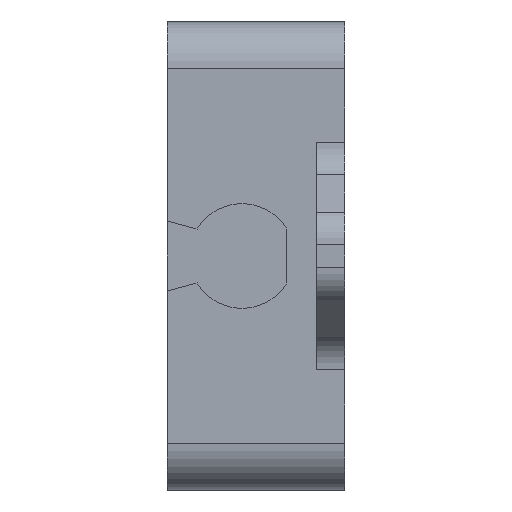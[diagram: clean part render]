
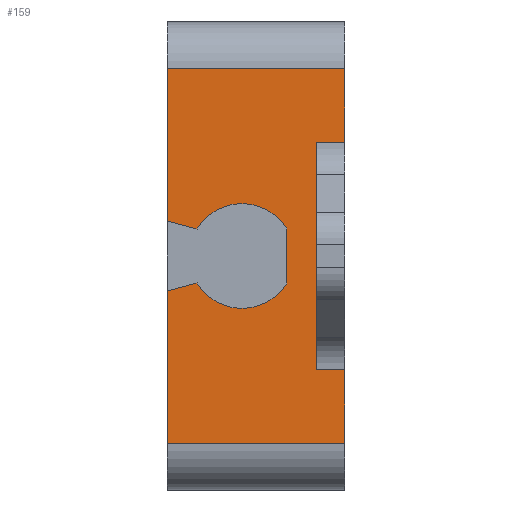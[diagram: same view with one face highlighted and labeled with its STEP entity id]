
A CAD part, left-side view. The second image highlights one B-rep face of the part: STEP entity #159.
In plain terms, the highlighted planar face has unit normal (-1, 0, 0).
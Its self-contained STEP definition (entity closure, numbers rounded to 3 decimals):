
#44 = CARTESIAN_POINT ( 'NONE',  ( -25., 0., 20. ) ) ;
#65 = CARTESIAN_POINT ( 'NONE',  ( -25., 3., 9.851 ) ) ;
#72 = VECTOR ( 'NONE', #1440, 1000. ) ;
#121 = ORIENTED_EDGE ( 'NONE', *, *, #2445, .T. ) ;
#148 = DIRECTION ( 'NONE',  ( 0., -0.966, 0.259 ) ) ;
#159 = ADVANCED_FACE ( 'NONE', ( #1208 ), #2060, .F. ) ;
#180 = ORIENTED_EDGE ( 'NONE', *, *, #362, .F. ) ;
#227 = DIRECTION ( 'NONE',  ( 0., 0., 1. ) ) ;
#228 = CARTESIAN_POINT ( 'NONE',  ( -25., 3., -12.16 ) ) ;
#246 = VECTOR ( 'NONE', #227, 1000. ) ;
#259 = VECTOR ( 'NONE', #2143, 1000. ) ;
#331 = LINE ( 'NONE', #2349, #72 ) ;
#347 = VERTEX_POINT ( 'NONE', #3012 ) ;
#362 = EDGE_CURVE ( 'NONE', #2171, #1731, #1793, .T. ) ;
#398 = LINE ( 'NONE', #903, #2618 ) ;
#403 = CARTESIAN_POINT ( 'NONE',  ( -25., 19., 20. ) ) ;
#433 = EDGE_CURVE ( 'NONE', #1705, #1667, #2049, .T. ) ;
#519 = ORIENTED_EDGE ( 'NONE', *, *, #433, .T. ) ;
#521 = EDGE_CURVE ( 'NONE', #2068, #1852, #549, .T. ) ;
#534 = DIRECTION ( 'NONE',  ( 0., 0., 1. ) ) ;
#547 = CARTESIAN_POINT ( 'NONE',  ( -25., 15.8, 2.884 ) ) ;
#549 = LINE ( 'NONE', #1520, #2513 ) ;
#568 = VERTEX_POINT ( 'NONE', #821 ) ;
#581 = ORIENTED_EDGE ( 'NONE', *, *, #2945, .F. ) ;
#587 = VERTEX_POINT ( 'NONE', #547 ) ;
#655 = CARTESIAN_POINT ( 'NONE',  ( -25., 0., -20. ) ) ;
#658 = DIRECTION ( 'NONE',  ( 0., 0., 1. ) ) ;
#659 = DIRECTION ( 'NONE',  ( 1., 0., 0. ) ) ;
#684 = ORIENTED_EDGE ( 'NONE', *, *, #2108, .T. ) ;
#700 = CIRCLE ( 'NONE', #1110, 5.6 ) ;
#708 = LINE ( 'NONE', #403, #3037 ) ;
#744 = AXIS2_PLACEMENT_3D ( 'NONE', #2266, #659, #2991 ) ;
#785 = DIRECTION ( 'NONE',  ( 0., 0., 1. ) ) ;
#814 = LINE ( 'NONE', #921, #1880 ) ;
#821 = CARTESIAN_POINT ( 'NONE',  ( -25., 19., 3.742 ) ) ;
#850 = DIRECTION ( 'NONE',  ( 0., -1., 0. ) ) ;
#859 = LINE ( 'NONE', #1446, #259 ) ;
#903 = CARTESIAN_POINT ( 'NONE',  ( -25., 19., -20. ) ) ;
#921 = CARTESIAN_POINT ( 'NONE',  ( -25., 0., -25. ) ) ;
#923 = ORIENTED_EDGE ( 'NONE', *, *, #1696, .F. ) ;
#934 = CARTESIAN_POINT ( 'NONE',  ( -25., 11., 5.6 ) ) ;
#1025 = EDGE_LOOP ( 'NONE', ( #121, #2652, #1193, #2316, #2251, #1671, #1869, #923, #180, #2907, #2394, #581, #684, #1034, #519 ) ) ;
#1034 = ORIENTED_EDGE ( 'NONE', *, *, #2816, .T. ) ;
#1110 = AXIS2_PLACEMENT_3D ( 'NONE', #1292, #2666, #1280 ) ;
#1193 = ORIENTED_EDGE ( 'NONE', *, *, #2047, .T. ) ;
#1208 = FACE_OUTER_BOUND ( 'NONE', #1025, .T. ) ;
#1280 = DIRECTION ( 'NONE',  ( 0., 0., 1. ) ) ;
#1283 = VECTOR ( 'NONE', #1979, 1000. ) ;
#1292 = CARTESIAN_POINT ( 'NONE',  ( -25., 11., 0. ) ) ;
#1300 = DIRECTION ( 'NONE',  ( -1., 0., 0. ) ) ;
#1314 = CARTESIAN_POINT ( 'NONE',  ( -25., 0., -25. ) ) ;
#1329 = AXIS2_PLACEMENT_3D ( 'NONE', #2687, #1300, #2188 ) ;
#1399 = CARTESIAN_POINT ( 'NONE',  ( -25., 11., 0. ) ) ;
#1437 = CARTESIAN_POINT ( 'NONE',  ( -25., 19., -3.742 ) ) ;
#1440 = DIRECTION ( 'NONE',  ( 0., 0.966, 0.259 ) ) ;
#1446 = CARTESIAN_POINT ( 'NONE',  ( -25., 19., -25. ) ) ;
#1513 = AXIS2_PLACEMENT_3D ( 'NONE', #1399, #1634, #2331 ) ;
#1520 = CARTESIAN_POINT ( 'NONE',  ( -25., 19., 12.16 ) ) ;
#1522 = CARTESIAN_POINT ( 'NONE',  ( -25., 0., 12.16 ) ) ;
#1570 = LINE ( 'NONE', #1314, #2655 ) ;
#1616 = CARTESIAN_POINT ( 'NONE',  ( -25., 0., -12.16 ) ) ;
#1634 = DIRECTION ( 'NONE',  ( -1., 0., 0. ) ) ;
#1664 = VERTEX_POINT ( 'NONE', #1437 ) ;
#1667 = VERTEX_POINT ( 'NONE', #228 ) ;
#1671 = ORIENTED_EDGE ( 'NONE', *, *, #2965, .F. ) ;
#1681 = CIRCLE ( 'NONE', #1513, 5.6 ) ;
#1689 = LINE ( 'NONE', #65, #1840 ) ;
#1696 = EDGE_CURVE ( 'NONE', #1731, #2070, #1681, .T. ) ;
#1705 = VERTEX_POINT ( 'NONE', #1616 ) ;
#1731 = VERTEX_POINT ( 'NONE', #1769 ) ;
#1735 = CARTESIAN_POINT ( 'NONE',  ( -25., 19., -20. ) ) ;
#1737 = EDGE_CURVE ( 'NONE', #1664, #347, #2186, .T. ) ;
#1769 = CARTESIAN_POINT ( 'NONE',  ( -25., 6.2, 2.884 ) ) ;
#1793 = LINE ( 'NONE', #2778, #246 ) ;
#1840 = VECTOR ( 'NONE', #785, 1000. ) ;
#1842 = EDGE_CURVE ( 'NONE', #347, #2171, #700, .T. ) ;
#1852 = VERTEX_POINT ( 'NONE', #1522 ) ;
#1869 = ORIENTED_EDGE ( 'NONE', *, *, #1912, .F. ) ;
#1871 = CARTESIAN_POINT ( 'NONE',  ( -25., 6.2, -2.884 ) ) ;
#1880 = VECTOR ( 'NONE', #2799, 1000. ) ;
#1912 = EDGE_CURVE ( 'NONE', #2070, #587, #2694, .T. ) ;
#1923 = VERTEX_POINT ( 'NONE', #1735 ) ;
#1979 = DIRECTION ( 'NONE',  ( 0., 1., 0. ) ) ;
#2002 = CARTESIAN_POINT ( 'NONE',  ( -25., 15.8, -2.884 ) ) ;
#2039 = DIRECTION ( 'NONE',  ( 0., 1., 0. ) ) ;
#2047 = EDGE_CURVE ( 'NONE', #1852, #2422, #1570, .T. ) ;
#2049 = LINE ( 'NONE', #2596, #1283 ) ;
#2060 = PLANE ( 'NONE',  #744 ) ;
#2068 = VERTEX_POINT ( 'NONE', #2079 ) ;
#2070 = VERTEX_POINT ( 'NONE', #934 ) ;
#2079 = CARTESIAN_POINT ( 'NONE',  ( -25., 3., 12.16 ) ) ;
#2108 = EDGE_CURVE ( 'NONE', #1923, #2615, #398, .T. ) ;
#2143 = DIRECTION ( 'NONE',  ( 0., 0., 1. ) ) ;
#2171 = VERTEX_POINT ( 'NONE', #1871 ) ;
#2186 = LINE ( 'NONE', #2002, #2478 ) ;
#2188 = DIRECTION ( 'NONE',  ( 0., 0., 1. ) ) ;
#2251 = ORIENTED_EDGE ( 'NONE', *, *, #2988, .F. ) ;
#2266 = CARTESIAN_POINT ( 'NONE',  ( -25., 19., -25. ) ) ;
#2316 = ORIENTED_EDGE ( 'NONE', *, *, #2704, .T. ) ;
#2331 = DIRECTION ( 'NONE',  ( 0., 0., 1. ) ) ;
#2349 = CARTESIAN_POINT ( 'NONE',  ( -25., 15.8, 2.884 ) ) ;
#2386 = CARTESIAN_POINT ( 'NONE',  ( -25., 19., 20. ) ) ;
#2394 = ORIENTED_EDGE ( 'NONE', *, *, #1737, .F. ) ;
#2422 = VERTEX_POINT ( 'NONE', #44 ) ;
#2445 = EDGE_CURVE ( 'NONE', #1667, #2068, #1689, .T. ) ;
#2478 = VECTOR ( 'NONE', #148, 1000. ) ;
#2513 = VECTOR ( 'NONE', #850, 1000. ) ;
#2587 = LINE ( 'NONE', #2651, #2633 ) ;
#2596 = CARTESIAN_POINT ( 'NONE',  ( -25., 19., -12.16 ) ) ;
#2615 = VERTEX_POINT ( 'NONE', #655 ) ;
#2618 = VECTOR ( 'NONE', #2770, 1000. ) ;
#2633 = VECTOR ( 'NONE', #534, 1000. ) ;
#2651 = CARTESIAN_POINT ( 'NONE',  ( -25., 19., -25. ) ) ;
#2652 = ORIENTED_EDGE ( 'NONE', *, *, #521, .T. ) ;
#2655 = VECTOR ( 'NONE', #658, 1000. ) ;
#2666 = DIRECTION ( 'NONE',  ( -1., 0., 0. ) ) ;
#2687 = CARTESIAN_POINT ( 'NONE',  ( -25., 11., 0. ) ) ;
#2694 = CIRCLE ( 'NONE', #1329, 5.6 ) ;
#2704 = EDGE_CURVE ( 'NONE', #2422, #2943, #708, .T. ) ;
#2770 = DIRECTION ( 'NONE',  ( 0., -1., 0. ) ) ;
#2778 = CARTESIAN_POINT ( 'NONE',  ( -25., 6.2, -2.884 ) ) ;
#2799 = DIRECTION ( 'NONE',  ( 0., 0., 1. ) ) ;
#2816 = EDGE_CURVE ( 'NONE', #2615, #1705, #814, .T. ) ;
#2907 = ORIENTED_EDGE ( 'NONE', *, *, #1842, .F. ) ;
#2943 = VERTEX_POINT ( 'NONE', #2386 ) ;
#2945 = EDGE_CURVE ( 'NONE', #1923, #1664, #859, .T. ) ;
#2965 = EDGE_CURVE ( 'NONE', #587, #568, #331, .T. ) ;
#2988 = EDGE_CURVE ( 'NONE', #568, #2943, #2587, .T. ) ;
#2991 = DIRECTION ( 'NONE',  ( 0., 0., -1. ) ) ;
#3012 = CARTESIAN_POINT ( 'NONE',  ( -25., 15.8, -2.884 ) ) ;
#3037 = VECTOR ( 'NONE', #2039, 1000. ) ;
